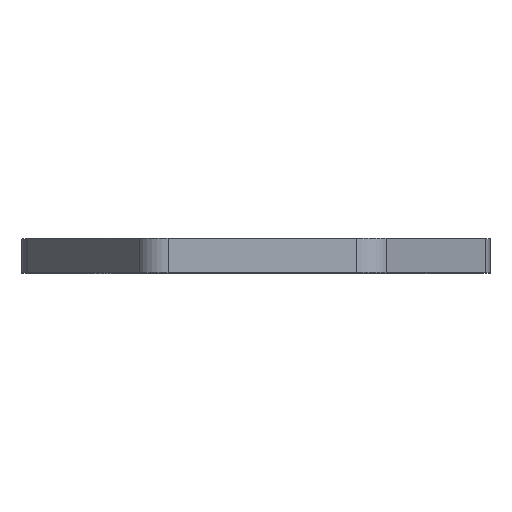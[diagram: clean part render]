
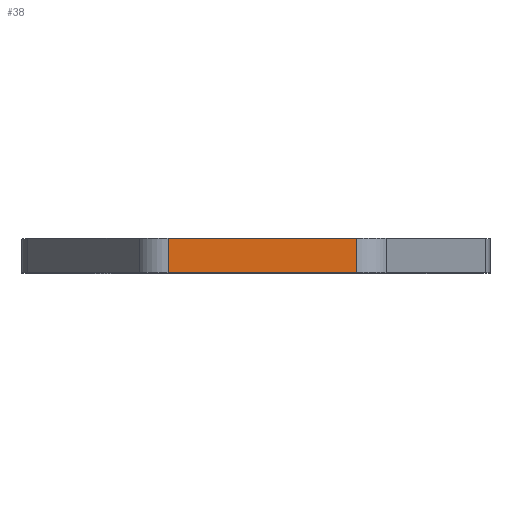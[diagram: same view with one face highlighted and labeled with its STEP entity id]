
A CAD part, top view. The second image highlights one B-rep face of the part: STEP entity #38.
In plain terms, the highlighted planar face has unit normal (0, 0, 1).
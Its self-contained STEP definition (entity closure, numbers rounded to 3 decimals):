
#33 = DIRECTION ( 'NONE',  ( 1., 0., 0. ) ) ;
#38 = ADVANCED_FACE ( 'NONE', ( #720 ), #1118, .F. ) ;
#69 = ORIENTED_EDGE ( 'NONE', *, *, #1086, .T. ) ;
#92 = CARTESIAN_POINT ( 'NONE',  ( -8.353, 3., 31. ) ) ;
#114 = VECTOR ( 'NONE', #33, 1000. ) ;
#180 = EDGE_CURVE ( 'NONE', #1224, #873, #269, .T. ) ;
#228 = VECTOR ( 'NONE', #899, 1000. ) ;
#269 = LINE ( 'NONE', #659, #114 ) ;
#289 = CARTESIAN_POINT ( 'NONE',  ( -8.353, 0., 31. ) ) ;
#326 = ORIENTED_EDGE ( 'NONE', *, *, #420, .F. ) ;
#420 = EDGE_CURVE ( 'NONE', #1256, #873, #633, .T. ) ;
#487 = ORIENTED_EDGE ( 'NONE', *, *, #851, .F. ) ;
#492 = VECTOR ( 'NONE', #731, 1000. ) ;
#595 = CARTESIAN_POINT ( 'NONE',  ( 8.253, 0., 31. ) ) ;
#633 = LINE ( 'NONE', #1114, #1188 ) ;
#637 = ORIENTED_EDGE ( 'NONE', *, *, #180, .T. ) ;
#652 = LINE ( 'NONE', #771, #228 ) ;
#659 = CARTESIAN_POINT ( 'NONE',  ( -8.353, 0., 31. ) ) ;
#667 = CARTESIAN_POINT ( 'NONE',  ( 8.253, 3., 31. ) ) ;
#720 = FACE_OUTER_BOUND ( 'NONE', #844, .T. ) ;
#731 = DIRECTION ( 'NONE',  ( 1., 0., 0. ) ) ;
#771 = CARTESIAN_POINT ( 'NONE',  ( -8.353, 3., 31. ) ) ;
#844 = EDGE_LOOP ( 'NONE', ( #637, #326, #487, #69 ) ) ;
#851 = EDGE_CURVE ( 'NONE', #957, #1256, #1071, .T. ) ;
#873 = VERTEX_POINT ( 'NONE', #595 ) ;
#899 = DIRECTION ( 'NONE',  ( 0., -1., 0. ) ) ;
#957 = VERTEX_POINT ( 'NONE', #1238 ) ;
#1071 = LINE ( 'NONE', #92, #492 ) ;
#1086 = EDGE_CURVE ( 'NONE', #957, #1224, #652, .T. ) ;
#1114 = CARTESIAN_POINT ( 'NONE',  ( 8.253, 3., 31. ) ) ;
#1118 = PLANE ( 'NONE',  #1239 ) ;
#1188 = VECTOR ( 'NONE', #1618, 1000. ) ;
#1222 = DIRECTION ( 'NONE',  ( 0., 0., -1. ) ) ;
#1224 = VERTEX_POINT ( 'NONE', #289 ) ;
#1229 = CARTESIAN_POINT ( 'NONE',  ( -8.353, 3., 31. ) ) ;
#1238 = CARTESIAN_POINT ( 'NONE',  ( -8.353, 3., 31. ) ) ;
#1239 = AXIS2_PLACEMENT_3D ( 'NONE', #1229, #1222, #1620 ) ;
#1256 = VERTEX_POINT ( 'NONE', #667 ) ;
#1618 = DIRECTION ( 'NONE',  ( 0., -1., 0. ) ) ;
#1620 = DIRECTION ( 'NONE',  ( -1., 0., 0. ) ) ;
